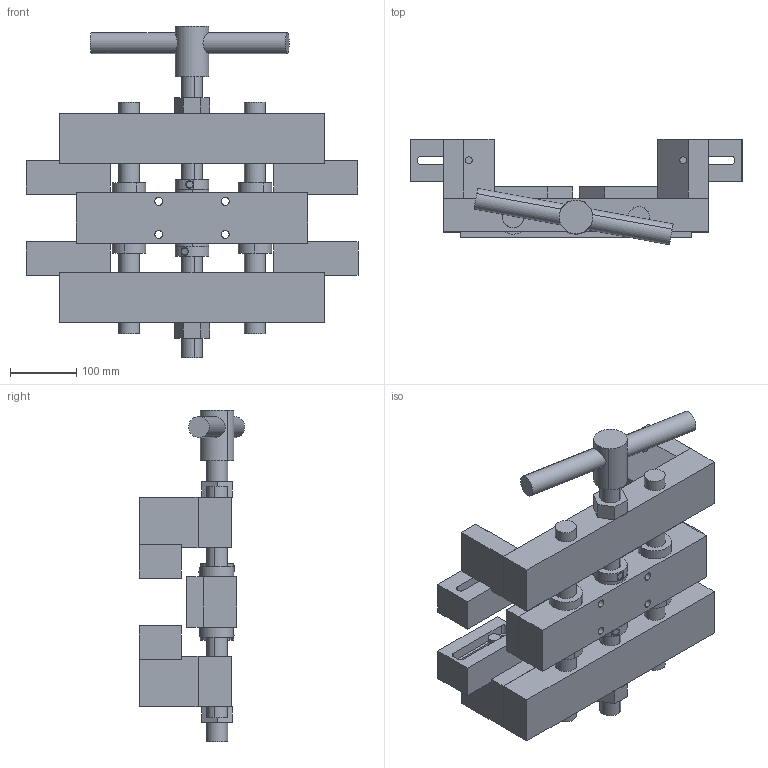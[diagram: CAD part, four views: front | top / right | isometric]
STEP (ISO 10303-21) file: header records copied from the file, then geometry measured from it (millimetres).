
FILE_DESCRIPTION (( 'STEP AP203' ), '1' );
FILE_NAME ('ViseAssembly.STEP', '2012-07-01T07:46:34', ( '' ), ( '' ), 'SwSTEP 2.0', 'SolidWorks 2010', '' );
FILE_SCHEMA (( 'CONFIG_CONTROL_DESIGN' ));
Length unit declared in the file: millimetre
Products named in the file (16): SupportThrustWasher; LargeLHNut; ViseAssembly; FixedBlock; SupportShaft; ThreadedRod; CouplingSetscrew; Long2Screw; MovingBlock; Raiser; OtherClampBlock; ClampBlock; ClampJaw; HandleCollar; MediumShaftCollar; Handle
Assembly tree (38 placements, depth 2):
  ViseAssembly
    Raiser  x2
    ClampJaw  x4
    SupportThrustWasher  x2
    CouplingSetscrew  x6
    MediumShaftCollar  x6
    OtherClampBlock  x2
    LargeLHNut  x2
    SupportShaft  x2
    Long2Screw  x4
    ThreadedRod
    MovingBlock  x2
    HandleCollar
    ClampBlock  x2
    FixedBlock
    Handle
Bounding box: 501.6 x 159.56 x 500.8 mm (x, y, z)
Volume: 8770327.9 mm3; surface area: 1024342.1 mm2
Topology: 38 solids, 38 shells, 359 faces, 840 edges, 560 vertices
Faces by surface type: plane 195, cylinder 164
Entity records: 7026 total; most frequent: CARTESIAN_POINT 1125, DIRECTION 812, ORIENTED_EDGE 672, EDGE_CURVE 336, AXIS2_PLACEMENT_3D 305, VERTEX_POINT 224, VECTOR 202, LINE 202
